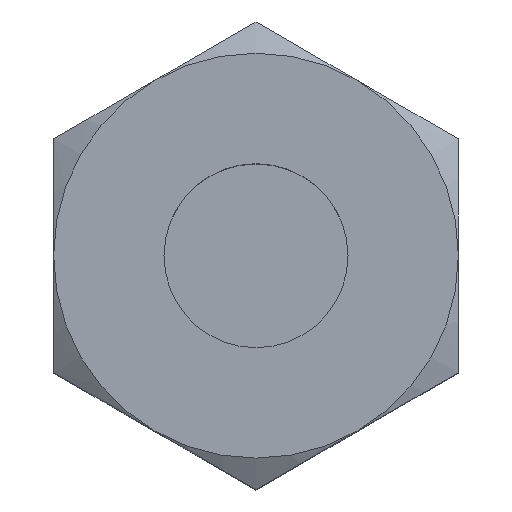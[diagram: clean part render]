
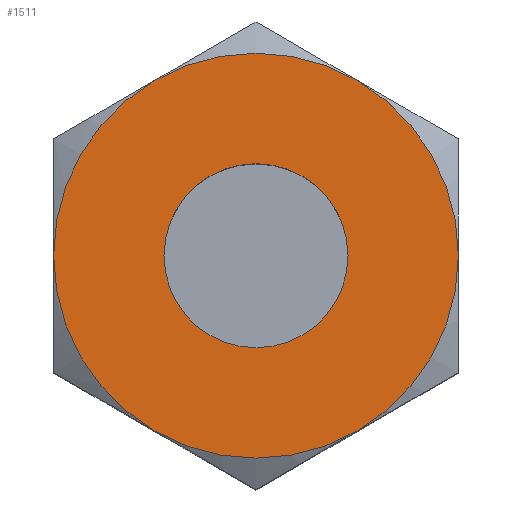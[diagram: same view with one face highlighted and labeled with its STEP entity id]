
A CAD part, top view. The second image highlights one B-rep face of the part: STEP entity #1511.
In plain terms, the highlighted planar face has unit normal (0, 0, 1).
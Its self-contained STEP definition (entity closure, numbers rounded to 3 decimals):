
#8 = CARTESIAN_POINT ( 'NONE',  ( 0., 0., 18. ) ) ;
#13 = EDGE_CURVE ( 'NONE', #296, #898, #604, .T. ) ;
#24 = DIRECTION ( 'NONE',  ( 0., 0., -1. ) ) ;
#57 = ORIENTED_EDGE ( 'NONE', *, *, #360, .F. ) ;
#71 = VERTEX_POINT ( 'NONE', #1581 ) ;
#93 = EDGE_LOOP ( 'NONE', ( #57, #375 ) ) ;
#99 = DIRECTION ( 'NONE',  ( -1., 0., 0. ) ) ;
#136 = CARTESIAN_POINT ( 'NONE',  ( 11., 6.351, 18. ) ) ;
#144 = DIRECTION ( 'NONE',  ( 1., 0., 0. ) ) ;
#148 = FACE_BOUND ( 'NONE', #93, .T. ) ;
#149 = EDGE_CURVE ( 'NONE', #71, #296, #1247, .T. ) ;
#206 = CARTESIAN_POINT ( 'NONE',  ( 11., 0., 18. ) ) ;
#212 = CIRCLE ( 'NONE', #937, 11. ) ;
#227 = CARTESIAN_POINT ( 'NONE',  ( 5., 0., 18. ) ) ;
#231 = CARTESIAN_POINT ( 'NONE',  ( 0., 0., 18. ) ) ;
#254 = CARTESIAN_POINT ( 'NONE',  ( 0., 0., 18. ) ) ;
#296 = VERTEX_POINT ( 'NONE', #808 ) ;
#340 = ORIENTED_EDGE ( 'NONE', *, *, #1087, .F. ) ;
#344 = CIRCLE ( 'NONE', #1053, 5. ) ;
#353 = VERTEX_POINT ( 'NONE', #227 ) ;
#356 = DIRECTION ( 'NONE',  ( -1., 0., 0. ) ) ;
#359 = DIRECTION ( 'NONE',  ( 1., 0., 0. ) ) ;
#360 = EDGE_CURVE ( 'NONE', #353, #1481, #672, .T. ) ;
#362 = CARTESIAN_POINT ( 'NONE',  ( 0., 0., 18. ) ) ;
#368 = DIRECTION ( 'NONE',  ( 0., 0., -1. ) ) ;
#375 = ORIENTED_EDGE ( 'NONE', *, *, #843, .F. ) ;
#384 = DIRECTION ( 'NONE',  ( 0., 0., 1. ) ) ;
#409 = DIRECTION ( 'NONE',  ( 0., 0., -1. ) ) ;
#488 = CARTESIAN_POINT ( 'NONE',  ( 0., 0., 18. ) ) ;
#510 = DIRECTION ( 'NONE',  ( 0., 0., -1. ) ) ;
#533 = CARTESIAN_POINT ( 'NONE',  ( -11., 0., 18. ) ) ;
#538 = VERTEX_POINT ( 'NONE', #206 ) ;
#604 = CIRCLE ( 'NONE', #966, 11. ) ;
#616 = ORIENTED_EDGE ( 'NONE', *, *, #1108, .F. ) ;
#652 = CIRCLE ( 'NONE', #1028, 11. ) ;
#672 = CIRCLE ( 'NONE', #1215, 5. ) ;
#682 = EDGE_LOOP ( 'NONE', ( #1137, #1259, #1160, #616, #857, #340 ) ) ;
#701 = CIRCLE ( 'NONE', #1055, 11. ) ;
#800 = CARTESIAN_POINT ( 'NONE',  ( 5.5, 9.526, 18. ) ) ;
#808 = CARTESIAN_POINT ( 'NONE',  ( -5.5, -9.526, 18. ) ) ;
#837 = DIRECTION ( 'NONE',  ( -1., 0., 0. ) ) ;
#843 = EDGE_CURVE ( 'NONE', #1481, #353, #344, .T. ) ;
#857 = ORIENTED_EDGE ( 'NONE', *, *, #875, .T. ) ;
#858 = AXIS2_PLACEMENT_3D ( 'NONE', #906, #24, #1412 ) ;
#875 = EDGE_CURVE ( 'NONE', #538, #1014, #652, .T. ) ;
#898 = VERTEX_POINT ( 'NONE', #533 ) ;
#906 = CARTESIAN_POINT ( 'NONE',  ( 0., 0., 18. ) ) ;
#909 = CIRCLE ( 'NONE', #1218, 11. ) ;
#912 = AXIS2_PLACEMENT_3D ( 'NONE', #136, #409, #1382 ) ;
#937 = AXIS2_PLACEMENT_3D ( 'NONE', #231, #1245, #99 ) ;
#955 = CARTESIAN_POINT ( 'NONE',  ( 0., 0., 18. ) ) ;
#964 = CARTESIAN_POINT ( 'NONE',  ( 0., 0., 18. ) ) ;
#966 = AXIS2_PLACEMENT_3D ( 'NONE', #254, #510, #356 ) ;
#1014 = VERTEX_POINT ( 'NONE', #800 ) ;
#1020 = PLANE ( 'NONE',  #912 ) ;
#1028 = AXIS2_PLACEMENT_3D ( 'NONE', #8, #1406, #1379 ) ;
#1042 = EDGE_CURVE ( 'NONE', #898, #1134, #701, .T. ) ;
#1053 = AXIS2_PLACEMENT_3D ( 'NONE', #362, #384, #144 ) ;
#1055 = AXIS2_PLACEMENT_3D ( 'NONE', #955, #368, #1602 ) ;
#1087 = EDGE_CURVE ( 'NONE', #1134, #1014, #909, .T. ) ;
#1108 = EDGE_CURVE ( 'NONE', #538, #71, #212, .T. ) ;
#1111 = DIRECTION ( 'NONE',  ( 0., 0., 1. ) ) ;
#1134 = VERTEX_POINT ( 'NONE', #1493 ) ;
#1137 = ORIENTED_EDGE ( 'NONE', *, *, #1042, .F. ) ;
#1160 = ORIENTED_EDGE ( 'NONE', *, *, #149, .F. ) ;
#1215 = AXIS2_PLACEMENT_3D ( 'NONE', #488, #1111, #359 ) ;
#1218 = AXIS2_PLACEMENT_3D ( 'NONE', #964, #1254, #837 ) ;
#1245 = DIRECTION ( 'NONE',  ( 0., 0., -1. ) ) ;
#1247 = CIRCLE ( 'NONE', #858, 11. ) ;
#1254 = DIRECTION ( 'NONE',  ( 0., 0., -1. ) ) ;
#1259 = ORIENTED_EDGE ( 'NONE', *, *, #13, .F. ) ;
#1375 = CARTESIAN_POINT ( 'NONE',  ( -5., 0., 18. ) ) ;
#1379 = DIRECTION ( 'NONE',  ( 1., 0., 0. ) ) ;
#1382 = DIRECTION ( 'NONE',  ( -1., 0., 0. ) ) ;
#1391 = FACE_OUTER_BOUND ( 'NONE', #682, .T. ) ;
#1406 = DIRECTION ( 'NONE',  ( 0., 0., 1. ) ) ;
#1412 = DIRECTION ( 'NONE',  ( -1., 0., 0. ) ) ;
#1481 = VERTEX_POINT ( 'NONE', #1375 ) ;
#1493 = CARTESIAN_POINT ( 'NONE',  ( -5.5, 9.526, 18. ) ) ;
#1511 = ADVANCED_FACE ( 'NONE', ( #148, #1391 ), #1020, .F. ) ;
#1581 = CARTESIAN_POINT ( 'NONE',  ( 5.5, -9.526, 18. ) ) ;
#1602 = DIRECTION ( 'NONE',  ( -1., 0., 0. ) ) ;
